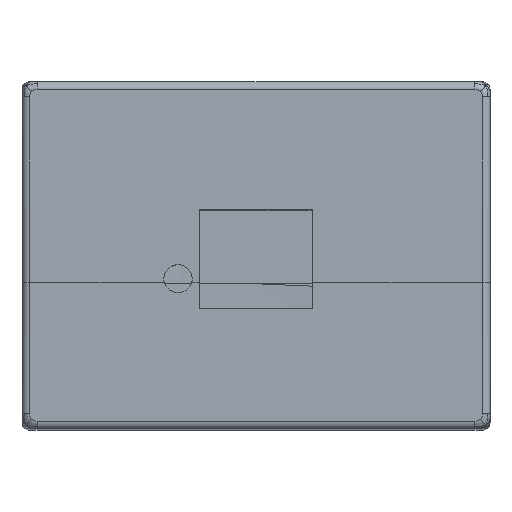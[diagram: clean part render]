
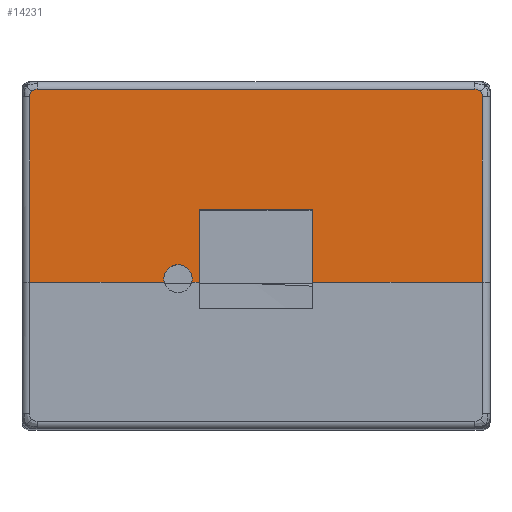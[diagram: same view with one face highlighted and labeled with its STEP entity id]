
A CAD part, top view. The second image highlights one B-rep face of the part: STEP entity #14231.
In plain terms, the highlighted planar face has unit normal (0, 0, 1).
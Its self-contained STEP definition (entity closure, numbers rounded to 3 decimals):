
#848=PLANE('',#15566);
#1238=LINE('',#27222,#1713);
#1245=LINE('',#27300,#1720);
#1249=LINE('',#27316,#1724);
#1270=LINE('',#27447,#1745);
#1271=LINE('',#27451,#1746);
#1272=LINE('',#27453,#1747);
#1273=LINE('',#27455,#1748);
#1274=LINE('',#27457,#1749);
#1275=LINE('',#27458,#1750);
#1713=VECTOR('',#18824,10.);
#1720=VECTOR('',#18839,10.);
#1724=VECTOR('',#18847,10.);
#1745=VECTOR('',#18978,10.);
#1746=VECTOR('',#18981,10.);
#1747=VECTOR('',#18982,10.);
#1748=VECTOR('',#18983,10.);
#1749=VECTOR('',#18984,10.);
#1750=VECTOR('',#18985,10.);
#2393=FACE_OUTER_BOUND('',#3364,.T.);
#3364=EDGE_LOOP('',(#11031,#11032,#11033,#11034,#11035,#11036,#11037,#11038,
#11039,#11040,#11041,#11042,#11043,#11044));
#4463=CIRCLE('',#15456,1.);
#4466=CIRCLE('',#15459,1.);
#4469=CIRCLE('',#15462,1.);
#4472=CIRCLE('',#15465,1.);
#4545=CIRCLE('',#15567,1.873);
#6202=VERTEX_POINT('',#26227);
#6203=VERTEX_POINT('',#26234);
#6205=VERTEX_POINT('',#26280);
#6210=VERTEX_POINT('',#26373);
#6211=VERTEX_POINT('',#26380);
#6213=VERTEX_POINT('',#26426);
#6260=VERTEX_POINT('',#27220);
#6272=VERTEX_POINT('',#27312);
#6311=VERTEX_POINT('',#27446);
#6312=VERTEX_POINT('',#27448);
#6313=VERTEX_POINT('',#27450);
#6314=VERTEX_POINT('',#27452);
#6315=VERTEX_POINT('',#27454);
#6316=VERTEX_POINT('',#27456);
#7884=EDGE_CURVE('',#6202,#6203,#4463,.T.);
#7888=EDGE_CURVE('',#6205,#6202,#4466,.T.);
#7894=EDGE_CURVE('',#6210,#6211,#4469,.T.);
#7898=EDGE_CURVE('',#6213,#6210,#4472,.T.);
#7965=EDGE_CURVE('',#6260,#6213,#1238,.T.);
#7979=EDGE_CURVE('',#6211,#6205,#1245,.T.);
#7985=EDGE_CURVE('',#6203,#6272,#1249,.T.);
#8042=EDGE_CURVE('',#6260,#6311,#1270,.T.);
#8043=EDGE_CURVE('',#6311,#6312,#4545,.T.);
#8044=EDGE_CURVE('',#6312,#6313,#1271,.T.);
#8045=EDGE_CURVE('',#6313,#6314,#1272,.T.);
#8046=EDGE_CURVE('',#6314,#6315,#1273,.T.);
#8047=EDGE_CURVE('',#6315,#6316,#1274,.T.);
#8048=EDGE_CURVE('',#6316,#6272,#1275,.T.);
#11031=ORIENTED_EDGE('',*,*,#7965,.F.);
#11032=ORIENTED_EDGE('',*,*,#8042,.T.);
#11033=ORIENTED_EDGE('',*,*,#8043,.T.);
#11034=ORIENTED_EDGE('',*,*,#8044,.T.);
#11035=ORIENTED_EDGE('',*,*,#8045,.T.);
#11036=ORIENTED_EDGE('',*,*,#8046,.T.);
#11037=ORIENTED_EDGE('',*,*,#8047,.T.);
#11038=ORIENTED_EDGE('',*,*,#8048,.T.);
#11039=ORIENTED_EDGE('',*,*,#7985,.F.);
#11040=ORIENTED_EDGE('',*,*,#7884,.F.);
#11041=ORIENTED_EDGE('',*,*,#7888,.F.);
#11042=ORIENTED_EDGE('',*,*,#7979,.F.);
#11043=ORIENTED_EDGE('',*,*,#7894,.F.);
#11044=ORIENTED_EDGE('',*,*,#7898,.F.);
#14231=ADVANCED_FACE('',(#2393),#848,.T.);
#15456=AXIS2_PLACEMENT_3D('',#26235,#18712,#18713);
#15459=AXIS2_PLACEMENT_3D('',#26282,#18718,#18719);
#15462=AXIS2_PLACEMENT_3D('',#26381,#18724,#18725);
#15465=AXIS2_PLACEMENT_3D('',#26428,#18730,#18731);
#15566=AXIS2_PLACEMENT_3D('',#27445,#18976,#18977);
#15567=AXIS2_PLACEMENT_3D('',#27449,#18979,#18980);
#18712=DIRECTION('center_axis',(0.,0.,-1.));
#18713=DIRECTION('ref_axis',(0.707,0.707,0.));
#18718=DIRECTION('center_axis',(0.,0.,-1.));
#18719=DIRECTION('ref_axis',(0.707,0.707,0.));
#18724=DIRECTION('center_axis',(0.,0.,-1.));
#18725=DIRECTION('ref_axis',(-0.707,0.707,0.));
#18730=DIRECTION('center_axis',(0.,0.,-1.));
#18731=DIRECTION('ref_axis',(-0.707,0.707,0.));
#18824=DIRECTION('',(0.,1.,0.));
#18839=DIRECTION('',(1.,0.,0.));
#18847=DIRECTION('',(0.,-1.,0.));
#18976=DIRECTION('center_axis',(0.,0.,1.));
#18977=DIRECTION('ref_axis',(1.,0.,0.));
#18978=DIRECTION('',(1.,0.,0.));
#18979=DIRECTION('center_axis',(0.,0.,-1.));
#18980=DIRECTION('ref_axis',(-1.,0.,0.));
#18981=DIRECTION('',(1.,0.,0.));
#18982=DIRECTION('',(0.,1.,0.));
#18983=DIRECTION('',(1.,0.,0.));
#18984=DIRECTION('',(0.,-1.,0.));
#18985=DIRECTION('',(1.,0.,0.));
#26227=CARTESIAN_POINT('',(60.707,44.707,110.));
#26234=CARTESIAN_POINT('',(61.,44.,110.));
#26235=CARTESIAN_POINT('Origin',(60.,44.,110.));
#26280=CARTESIAN_POINT('',(60.,45.,110.));
#26282=CARTESIAN_POINT('Origin',(60.,44.,110.));
#26373=CARTESIAN_POINT('',(1.293,44.707,110.));
#26380=CARTESIAN_POINT('',(2.,45.,110.));
#26381=CARTESIAN_POINT('Origin',(2.,44.,110.));
#26426=CARTESIAN_POINT('',(1.,44.,110.));
#26428=CARTESIAN_POINT('Origin',(2.,44.,110.));
#27220=CARTESIAN_POINT('',(1.,19.398,110.));
#27222=CARTESIAN_POINT('',(1.,34.5,110.));
#27300=CARTESIAN_POINT('',(46.5,45.,110.));
#27312=CARTESIAN_POINT('',(61.,19.398,110.));
#27316=CARTESIAN_POINT('',(61.,11.5,110.));
#27445=CARTESIAN_POINT('Origin',(31.,23.,110.));
#27446=CARTESIAN_POINT('',(18.866,19.398,110.));
#27447=CARTESIAN_POINT('',(31.,19.398,110.));
#27448=CARTESIAN_POINT('',(22.474,19.398,110.));
#27449=CARTESIAN_POINT('Origin',(20.67,19.903,110.));
#27450=CARTESIAN_POINT('',(23.5,19.398,110.));
#27451=CARTESIAN_POINT('',(31.,19.398,110.));
#27452=CARTESIAN_POINT('',(23.5,29.,110.));
#27453=CARTESIAN_POINT('',(23.5,26.,110.));
#27454=CARTESIAN_POINT('',(38.5,29.,110.));
#27455=CARTESIAN_POINT('',(34.75,29.,110.));
#27456=CARTESIAN_POINT('',(38.5,19.398,110.));
#27457=CARTESIAN_POINT('',(38.5,19.5,110.));
#27458=CARTESIAN_POINT('',(31.,19.398,110.));
